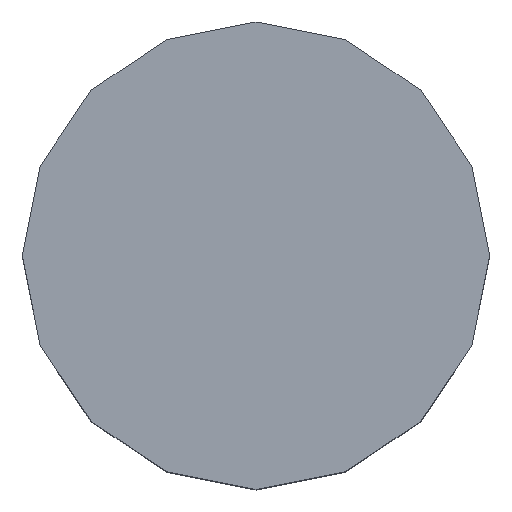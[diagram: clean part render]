
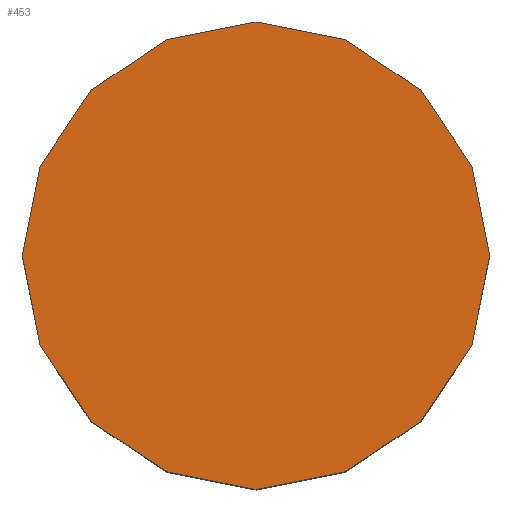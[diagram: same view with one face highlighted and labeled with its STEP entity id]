
A CAD part, top view. The second image highlights one B-rep face of the part: STEP entity #453.
In plain terms, the highlighted planar face has unit normal (0, 0, 1).
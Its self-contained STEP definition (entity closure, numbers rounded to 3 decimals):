
#38=PLANE('',#498);
#63=FACE_OUTER_BOUND('',#90,.T.);
#90=EDGE_LOOP('',(#408,#409,#410,#411,#412,#413,#414,#415,#416,#417,#418,
#419,#420,#421,#422,#423));
#112=LINE('',#669,#166);
#114=LINE('',#673,#168);
#116=LINE('',#677,#170);
#118=LINE('',#681,#172);
#120=LINE('',#685,#174);
#122=LINE('',#689,#176);
#124=LINE('',#693,#178);
#126=LINE('',#697,#180);
#128=LINE('',#701,#182);
#131=LINE('',#706,#185);
#133=LINE('',#710,#187);
#135=LINE('',#714,#189);
#137=LINE('',#718,#191);
#139=LINE('',#722,#193);
#141=LINE('',#726,#195);
#142=LINE('',#728,#196);
#166=VECTOR('',#539,10.);
#168=VECTOR('',#543,10.);
#170=VECTOR('',#547,10.);
#172=VECTOR('',#551,10.);
#174=VECTOR('',#555,10.);
#176=VECTOR('',#559,10.);
#178=VECTOR('',#563,10.);
#180=VECTOR('',#567,10.);
#182=VECTOR('',#571,10.);
#185=VECTOR('',#576,10.);
#187=VECTOR('',#580,10.);
#189=VECTOR('',#584,10.);
#191=VECTOR('',#588,10.);
#193=VECTOR('',#592,10.);
#195=VECTOR('',#596,10.);
#196=VECTOR('',#599,10.);
#227=VERTEX_POINT('',#666);
#228=VERTEX_POINT('',#668);
#229=VERTEX_POINT('',#672);
#230=VERTEX_POINT('',#676);
#231=VERTEX_POINT('',#680);
#232=VERTEX_POINT('',#684);
#233=VERTEX_POINT('',#688);
#234=VERTEX_POINT('',#692);
#235=VERTEX_POINT('',#696);
#236=VERTEX_POINT('',#700);
#237=VERTEX_POINT('',#704);
#238=VERTEX_POINT('',#708);
#239=VERTEX_POINT('',#712);
#240=VERTEX_POINT('',#716);
#241=VERTEX_POINT('',#720);
#242=VERTEX_POINT('',#724);
#270=EDGE_CURVE('',#228,#227,#112,.T.);
#272=EDGE_CURVE('',#229,#228,#114,.T.);
#274=EDGE_CURVE('',#230,#229,#116,.T.);
#276=EDGE_CURVE('',#231,#230,#118,.T.);
#278=EDGE_CURVE('',#232,#231,#120,.T.);
#280=EDGE_CURVE('',#233,#232,#122,.T.);
#282=EDGE_CURVE('',#234,#233,#124,.T.);
#284=EDGE_CURVE('',#235,#234,#126,.T.);
#286=EDGE_CURVE('',#236,#235,#128,.T.);
#289=EDGE_CURVE('',#227,#237,#131,.T.);
#291=EDGE_CURVE('',#237,#238,#133,.T.);
#293=EDGE_CURVE('',#238,#239,#135,.T.);
#295=EDGE_CURVE('',#239,#240,#137,.T.);
#297=EDGE_CURVE('',#240,#241,#139,.T.);
#299=EDGE_CURVE('',#241,#242,#141,.T.);
#300=EDGE_CURVE('',#242,#236,#142,.T.);
#408=ORIENTED_EDGE('',*,*,#286,.T.);
#409=ORIENTED_EDGE('',*,*,#284,.T.);
#410=ORIENTED_EDGE('',*,*,#282,.T.);
#411=ORIENTED_EDGE('',*,*,#280,.T.);
#412=ORIENTED_EDGE('',*,*,#278,.T.);
#413=ORIENTED_EDGE('',*,*,#276,.T.);
#414=ORIENTED_EDGE('',*,*,#274,.T.);
#415=ORIENTED_EDGE('',*,*,#272,.T.);
#416=ORIENTED_EDGE('',*,*,#270,.T.);
#417=ORIENTED_EDGE('',*,*,#289,.T.);
#418=ORIENTED_EDGE('',*,*,#291,.T.);
#419=ORIENTED_EDGE('',*,*,#293,.T.);
#420=ORIENTED_EDGE('',*,*,#295,.T.);
#421=ORIENTED_EDGE('',*,*,#297,.T.);
#422=ORIENTED_EDGE('',*,*,#299,.T.);
#423=ORIENTED_EDGE('',*,*,#300,.T.);
#453=ADVANCED_FACE('',(#63),#38,.T.);
#498=AXIS2_PLACEMENT_3D('',#742,#614,#615);
#539=DIRECTION('',(0.831,0.556,0.));
#543=DIRECTION('',(0.981,0.195,0.));
#547=DIRECTION('',(0.981,-0.195,0.));
#551=DIRECTION('',(0.831,-0.556,0.));
#555=DIRECTION('',(0.556,-0.831,0.));
#559=DIRECTION('',(0.195,-0.981,0.));
#563=DIRECTION('',(-0.195,-0.981,0.));
#567=DIRECTION('',(-0.556,-0.831,0.));
#571=DIRECTION('',(-0.831,-0.556,0.));
#576=DIRECTION('',(0.556,0.831,0.));
#580=DIRECTION('',(0.195,0.981,0.));
#584=DIRECTION('',(-0.195,0.981,0.));
#588=DIRECTION('',(-0.556,0.831,0.));
#592=DIRECTION('',(-0.831,0.556,0.));
#596=DIRECTION('',(-0.981,0.195,0.));
#599=DIRECTION('',(-0.981,-0.195,0.));
#614=DIRECTION('center_axis',(0.,0.,1.));
#615=DIRECTION('ref_axis',(1.,0.,0.));
#666=CARTESIAN_POINT('',(7.778,-7.778,15.));
#668=CARTESIAN_POINT('',(4.21,-10.163,15.));
#669=CARTESIAN_POINT('',(5.102,-9.567,15.));
#672=CARTESIAN_POINT('',(0.,-11.,15.));
#673=CARTESIAN_POINT('',(1.052,-10.791,15.));
#676=CARTESIAN_POINT('',(-4.21,-10.163,15.));
#677=CARTESIAN_POINT('',(-3.157,-10.372,15.));
#680=CARTESIAN_POINT('',(-7.778,-7.778,15.));
#681=CARTESIAN_POINT('',(-6.886,-8.374,15.));
#684=CARTESIAN_POINT('',(-10.163,-4.21,15.));
#685=CARTESIAN_POINT('',(-9.567,-5.102,15.));
#688=CARTESIAN_POINT('',(-11.,0.,15.));
#689=CARTESIAN_POINT('',(-10.791,-1.052,15.));
#692=CARTESIAN_POINT('',(-10.163,4.21,15.));
#693=CARTESIAN_POINT('',(-10.372,3.157,15.));
#696=CARTESIAN_POINT('',(-7.778,7.778,15.));
#697=CARTESIAN_POINT('',(-8.374,6.886,15.));
#700=CARTESIAN_POINT('',(-4.21,10.163,15.));
#701=CARTESIAN_POINT('',(-5.102,9.567,15.));
#704=CARTESIAN_POINT('',(10.163,-4.21,15.));
#706=CARTESIAN_POINT('',(8.374,-6.886,15.));
#708=CARTESIAN_POINT('',(11.,0.,15.));
#710=CARTESIAN_POINT('',(10.372,-3.157,15.));
#712=CARTESIAN_POINT('',(10.163,4.21,15.));
#714=CARTESIAN_POINT('',(10.791,1.052,15.));
#716=CARTESIAN_POINT('',(7.778,7.778,15.));
#718=CARTESIAN_POINT('',(9.567,5.102,15.));
#720=CARTESIAN_POINT('',(4.21,10.163,15.));
#722=CARTESIAN_POINT('',(6.886,8.374,15.));
#724=CARTESIAN_POINT('',(0.,11.,15.));
#726=CARTESIAN_POINT('',(3.157,10.372,15.));
#728=CARTESIAN_POINT('',(-1.052,10.791,15.));
#742=CARTESIAN_POINT('Origin',(0.,0.,15.));
